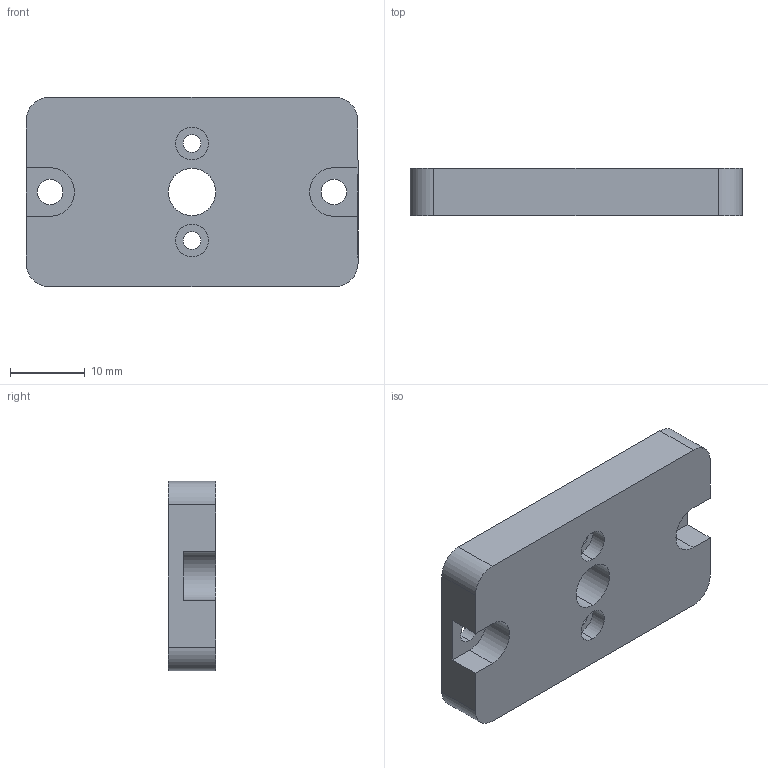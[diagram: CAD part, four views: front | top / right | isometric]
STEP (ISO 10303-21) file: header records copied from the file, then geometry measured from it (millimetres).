
FILE_DESCRIPTION (( 'STEP AP203' ), '1' );
FILE_NAME ('98-9000047-01Ext.STEP', '2016-07-14T20:34:53', ( '' ), ( '' ), 'SwSTEP 2.0', 'SolidWorks 2013', '' );
FILE_SCHEMA (( 'CONFIG_CONTROL_DESIGN' ));
Length unit declared in the file: inch
Products named in the file (1): 98-9000047-01Ext
Bounding box: 44.45 x 6.35 x 25.4 mm (x, y, z)
Surface area: 3356.7 mm2 (no closed solid volume)
Topology: 0 solids, 1 shells, 34 faces, 90 edges, 60 vertices
Faces by surface type: cylinder 20, plane 14
Entity records: 1173 total; most frequent: DIRECTION 200, CARTESIAN_POINT 185, ORIENTED_EDGE 180, EDGE_CURVE 90, AXIS2_PLACEMENT_3D 75, VERTEX_POINT 60, VECTOR 50, LINE 50
